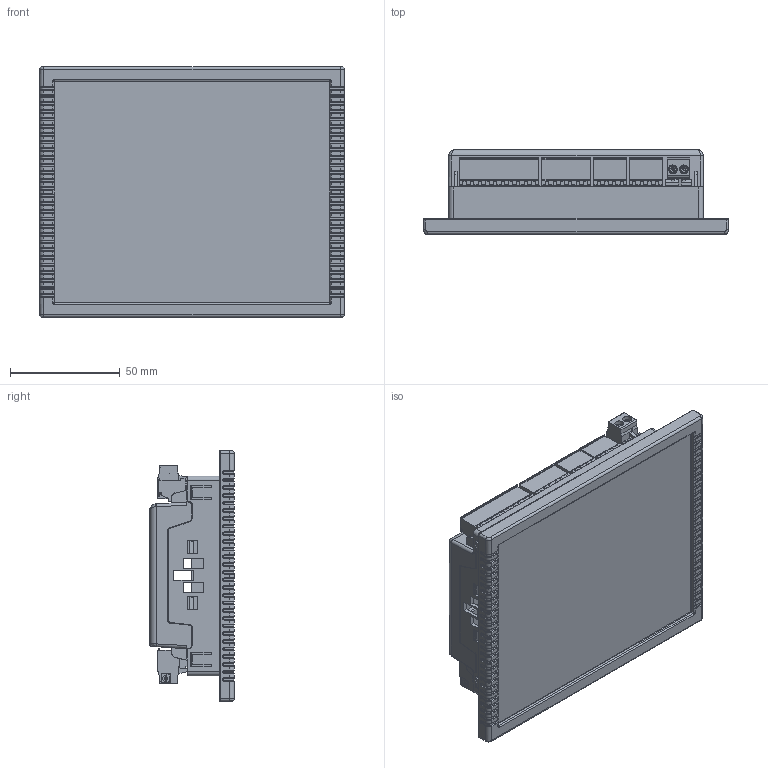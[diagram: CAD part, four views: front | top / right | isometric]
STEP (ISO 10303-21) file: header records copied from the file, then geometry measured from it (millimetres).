
FILE_DESCRIPTION(/* description */ (''),/* implementation_level */ '2;1');
FILE_NAME(/* name */ 'DEIF_SGC_110_120_121_3D CAD_20240710.stp',/* time_stamp */ '2024-07-10T08:48:31+02:00',/* author */ ('JDI'),/* organization */ (''),/* preprocessor_version */ 'ST-DEVELOPER v19.2',/* originating_system */ 'Autodesk Inventor 2023',/* authorisation */ '');
FILE_SCHEMA (('AUTOMOTIVE_DESIGN { 1 0 10303 214 3 1 1 }'));
Products named in the file (1): SGC_110_120_121_Assembly_Simplify_1
Bounding box: 139 x 38.62 x 114 mm (x, y, z)
Volume: 259850.3 mm3; surface area: 94343 mm2
Topology: 1 solids, 1 shells, 5381 faces, 14307 edges, 8952 vertices
Faces by surface type: plane 2669, cylinder 1767, bspline 602, torus 306, cone 24, sphere 13
Full cylindrical faces by diameter (mm): 0.609 x3, 2.93 x32, 3.783 x14, 4 x16
Entity records: 234106 total; most frequent: CARTESIAN_POINT 97958, ORIENTED_EDGE 28600, DIRECTION 25953, EDGE_CURVE 14300, VERTEX_POINT 8952, LINE 8715, VECTOR 8715, AXIS2_PLACEMENT_3D 8619
